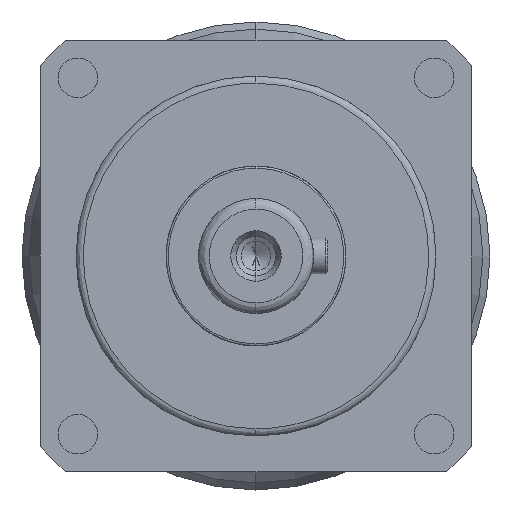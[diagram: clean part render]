
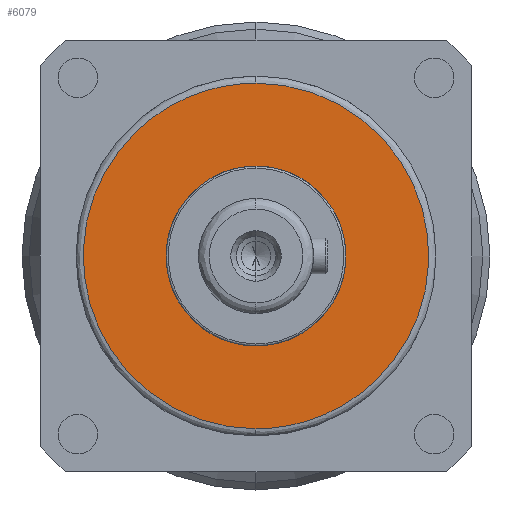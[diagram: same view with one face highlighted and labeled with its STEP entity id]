
A CAD part, left-side view. The second image highlights one B-rep face of the part: STEP entity #6079.
In plain terms, the highlighted planar face has unit normal (-1, 0, 0).
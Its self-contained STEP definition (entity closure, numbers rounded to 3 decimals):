
#380 = VERTEX_POINT ( 'NONE', #3253 ) ;
#716 = VERTEX_POINT ( 'NONE', #28392 ) ;
#868 = VERTEX_POINT ( 'NONE', #20243 ) ;
#897 = ORIENTED_EDGE ( 'NONE', *, *, #8414, .F. ) ;
#2052 = CARTESIAN_POINT ( 'NONE',  ( 30., 0., 12.5 ) ) ;
#2924 = CARTESIAN_POINT ( 'NONE',  ( 30., 0., 0. ) ) ;
#3253 = CARTESIAN_POINT ( 'NONE',  ( 30., 0., -12.5 ) ) ;
#3549 = CARTESIAN_POINT ( 'NONE',  ( 30., -48., 24. ) ) ;
#3862 = DIRECTION ( 'NONE',  ( 1., 0., 0. ) ) ;
#4302 = CARTESIAN_POINT ( 'NONE',  ( 30., 48., 24. ) ) ;
#5130 = DIRECTION ( 'NONE',  ( 0., 0., -1. ) ) ;
#5747 = EDGE_CURVE ( 'NONE', #716, #868, #16244, .T. ) ;
#6079 = ADVANCED_FACE ( 'NONE', ( #12068, #17861 ), #9014, .T. ) ;
#6680 = VERTEX_POINT ( 'NONE', #2052 ) ;
#6871 = ORIENTED_EDGE ( 'NONE', *, *, #23216, .T. ) ;
#8414 = EDGE_CURVE ( 'NONE', #868, #716, #9136, .T. ) ;
#9014 = PLANE ( 'NONE',  #24293 ) ;
#9112 = DIRECTION ( 'NONE',  ( -1., 0., 0. ) ) ;
#9136 =( BOUNDED_CURVE ( )  B_SPLINE_CURVE ( 3, ( #28249, #13139, #4302, #19687 ),
 .UNSPECIFIED., .F., .F. ) 
 B_SPLINE_CURVE_WITH_KNOTS ( ( 4, 4 ),
 ( 0.75, 1.25 ),
 .UNSPECIFIED. ) 
 CURVE ( )  GEOMETRIC_REPRESENTATION_ITEM ( )  RATIONAL_B_SPLINE_CURVE ( ( 1., 0.333, 0.333, 1. ) ) 
 REPRESENTATION_ITEM ( '' )  );
#10221 = CARTESIAN_POINT ( 'NONE',  ( 30., 0., -24. ) ) ;
#12068 = FACE_OUTER_BOUND ( 'NONE', #22252, .T. ) ;
#13139 = CARTESIAN_POINT ( 'NONE',  ( 30., 48., -24. ) ) ;
#13723 = EDGE_CURVE ( 'NONE', #380, #6680, #14006, .T. ) ;
#14006 = CIRCLE ( 'NONE', #20678, 12.5 ) ;
#16244 =( BOUNDED_CURVE ( )  B_SPLINE_CURVE ( 3, ( #16776, #3549, #23324, #10221 ),
 .UNSPECIFIED., .F., .F. ) 
 B_SPLINE_CURVE_WITH_KNOTS ( ( 4, 4 ),
 ( 0.25, 0.75 ),
 .UNSPECIFIED. ) 
 CURVE ( )  GEOMETRIC_REPRESENTATION_ITEM ( )  RATIONAL_B_SPLINE_CURVE ( ( 1., 0.333, 0.333, 1. ) ) 
 REPRESENTATION_ITEM ( '' )  );
#16776 = CARTESIAN_POINT ( 'NONE',  ( 30., 0., 24. ) ) ;
#17093 = CARTESIAN_POINT ( 'NONE',  ( 30., 0., 0. ) ) ;
#17759 = CIRCLE ( 'NONE', #27430, 12.5 ) ;
#17861 = FACE_BOUND ( 'NONE', #26587, .T. ) ;
#18331 = DIRECTION ( 'NONE',  ( 1., 0., 0. ) ) ;
#18342 = ORIENTED_EDGE ( 'NONE', *, *, #5747, .F. ) ;
#18917 = ORIENTED_EDGE ( 'NONE', *, *, #13723, .T. ) ;
#19253 = DIRECTION ( 'NONE',  ( 0., 0., -1. ) ) ;
#19687 = CARTESIAN_POINT ( 'NONE',  ( 30., 0., 24. ) ) ;
#20243 = CARTESIAN_POINT ( 'NONE',  ( 30., 0., -24. ) ) ;
#20678 = AXIS2_PLACEMENT_3D ( 'NONE', #2924, #18331, #5130 ) ;
#22252 = EDGE_LOOP ( 'NONE', ( #897, #18342 ) ) ;
#22272 = CARTESIAN_POINT ( 'NONE',  ( 30., 25., 0. ) ) ;
#23216 = EDGE_CURVE ( 'NONE', #6680, #380, #17759, .T. ) ;
#23324 = CARTESIAN_POINT ( 'NONE',  ( 30., -48., -24. ) ) ;
#24293 = AXIS2_PLACEMENT_3D ( 'NONE', #22272, #9112, #24404 ) ;
#24404 = DIRECTION ( 'NONE',  ( 0., 0., 1. ) ) ;
#26587 = EDGE_LOOP ( 'NONE', ( #18917, #6871 ) ) ;
#27430 = AXIS2_PLACEMENT_3D ( 'NONE', #17093, #3862, #19253 ) ;
#28249 = CARTESIAN_POINT ( 'NONE',  ( 30., 0., -24. ) ) ;
#28392 = CARTESIAN_POINT ( 'NONE',  ( 30., 0., 24. ) ) ;
